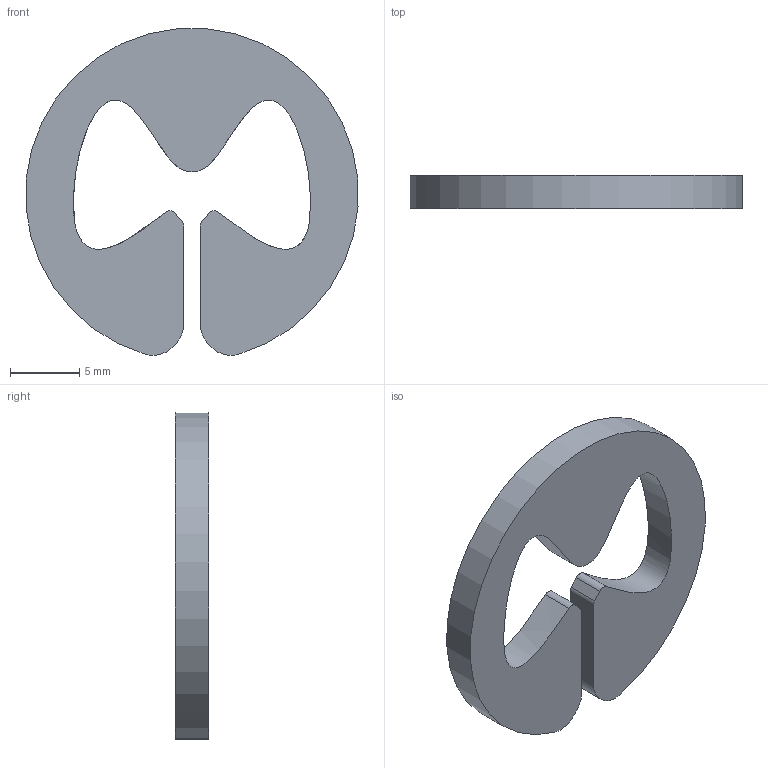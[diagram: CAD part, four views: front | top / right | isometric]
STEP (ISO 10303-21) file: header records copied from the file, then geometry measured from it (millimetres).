
FILE_DESCRIPTION (( 'STEP AP214' ), '1' );
FILE_NAME ('Cart_Coin.STEP', '2025-09-15T22:45:51', ( '' ), ( '' ), 'SwSTEP 2.0', 'SolidWorks 2025', '' );
FILE_SCHEMA (( 'AUTOMOTIVE_DESIGN' ));
Length unit declared in the file: millimetre
Products named in the file (1): Cart_Coin
Bounding box: 23.93 x 2.4 x 23.55 mm (x, y, z)
Volume: 751.3 mm3; surface area: 979 mm2
Topology: 1 solids, 1 shells, 23 faces, 63 edges, 42 vertices
Faces by surface type: cylinder 11, plane 8, bspline 4
Entity records: 802 total; most frequent: CARTESIAN_POINT 197, ORIENTED_EDGE 126, DIRECTION 117, EDGE_CURVE 63, AXIS2_PLACEMENT_3D 42, VERTEX_POINT 42, VECTOR 33, LINE 33
